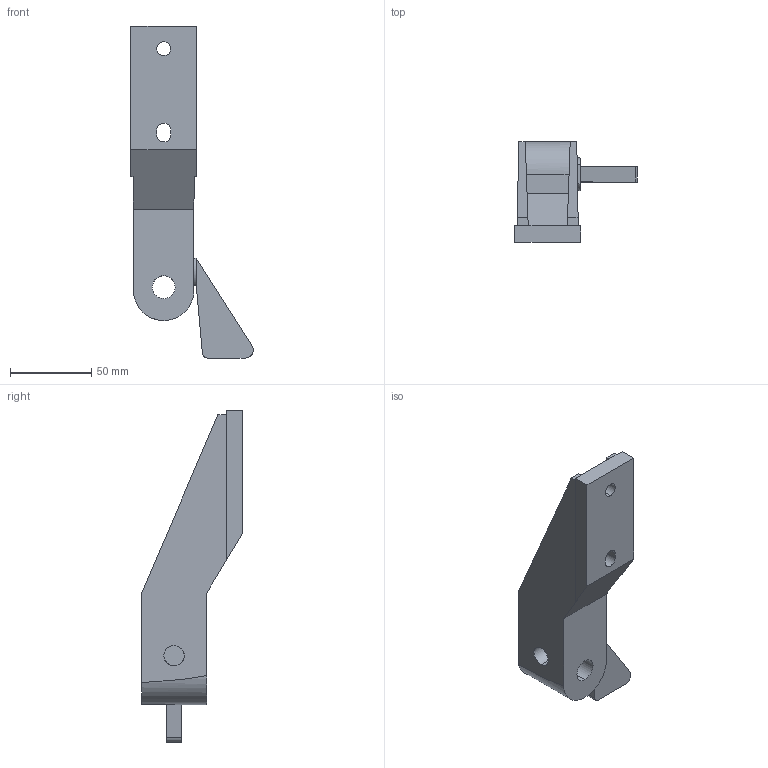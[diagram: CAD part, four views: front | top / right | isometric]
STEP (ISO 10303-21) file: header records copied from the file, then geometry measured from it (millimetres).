
FILE_DESCRIPTION (( 'STEP AP214' ), '1' );
FILE_NAME ('Rexnord-S0010-S0010-50840.step', '2020-03-18T11:22:50', ( '' ), ( '' ), 'SwSTEP 2.0', 'SolidWorks 2019', '' );
FILE_SCHEMA (( 'AUTOMOTIVE_DESIGN' ));
Length unit declared in the file: millimetre
Products named in the file (1): Rexnord-S0010-S0010-50840
Bounding box: 75.25 x 62 x 204 mm (x, y, z)
Volume: 151872.8 mm3; surface area: 42095.9 mm2
Topology: 1 solids, 1 shells, 46 faces, 128 edges, 84 vertices
Faces by surface type: plane 31, cylinder 15
Entity records: 2014 total; most frequent: CARTESIAN_POINT 818, ORIENTED_EDGE 256, DIRECTION 214, EDGE_CURVE 128, LINE 90, VECTOR 90, VERTEX_POINT 84, AXIS2_PLACEMENT_3D 62
